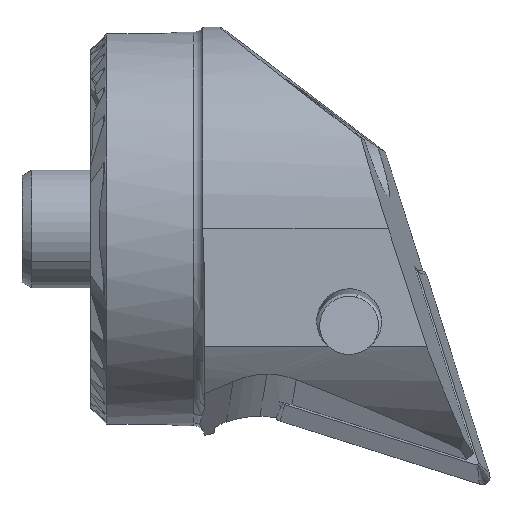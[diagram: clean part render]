
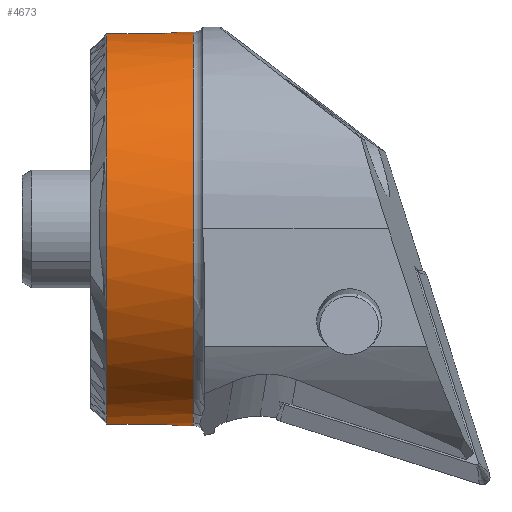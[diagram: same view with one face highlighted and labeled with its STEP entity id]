
A CAD part, front view. The second image highlights one B-rep face of the part: STEP entity #4673.
In plain terms, the highlighted cylindrical face has radius 10 mm (diameter 20 mm), a partial arc.
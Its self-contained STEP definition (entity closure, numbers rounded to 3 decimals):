
#83 = CIRCLE ( 'NONE', #11627, 10. ) ;
#383 = CARTESIAN_POINT ( 'NONE',  ( 0.5, -1.25, -9.922 ) ) ;
#708 = DIRECTION ( 'NONE',  ( -1., 0., 0. ) ) ;
#774 = CARTESIAN_POINT ( 'NONE',  ( 4.121, 0., 10. ) ) ;
#790 = CARTESIAN_POINT ( 'NONE',  ( -0.6, 0., -10. ) ) ;
#825 = VERTEX_POINT ( 'NONE', #2916 ) ;
#867 = CARTESIAN_POINT ( 'NONE',  ( 4.9, 0., -10. ) ) ;
#901 = CARTESIAN_POINT ( 'NONE',  ( 2.908, -1.25, 9.922 ) ) ;
#1055 = DIRECTION ( 'NONE',  ( 0., 0., 1. ) ) ;
#1232 = VERTEX_POINT ( 'NONE', #867 ) ;
#1558 = DIRECTION ( 'NONE',  ( -1., 0., 0. ) ) ;
#1685 = VERTEX_POINT ( 'NONE', #383 ) ;
#1733 = DIRECTION ( 'NONE',  ( 0., 0., 1. ) ) ;
#1850 = EDGE_LOOP ( 'NONE', ( #2132, #11789, #12186, #10226, #10399, #6094, #9608, #3961 ) ) ;
#2029 = EDGE_CURVE ( 'NONE', #1685, #10934, #83, .T. ) ;
#2132 = ORIENTED_EDGE ( 'NONE', *, *, #8985, .F. ) ;
#2208 = LINE ( 'NONE', #11941, #9349 ) ;
#2230 = VERTEX_POINT ( 'NONE', #11829 ) ;
#2681 = CARTESIAN_POINT ( 'NONE',  ( 3.547, -1.003, -9.95 ) ) ;
#2833 = CARTESIAN_POINT ( 'NONE',  ( 4.9, 0., 10. ) ) ;
#2916 = CARTESIAN_POINT ( 'NONE',  ( 2.735, -1.25, 9.922 ) ) ;
#3038 = CYLINDRICAL_SURFACE ( 'NONE', #5275, 10. ) ;
#3283 = EDGE_CURVE ( 'NONE', #825, #10934, #2208, .T. ) ;
#3481 = EDGE_CURVE ( 'NONE', #1232, #10918, #9038, .T. ) ;
#3707 = DIRECTION ( 'NONE',  ( -1., 0., 0. ) ) ;
#3733 = CARTESIAN_POINT ( 'NONE',  ( 3.396, -1.092, 9.94 ) ) ;
#3961 = ORIENTED_EDGE ( 'NONE', *, *, #6481, .T. ) ;
#4129 = CARTESIAN_POINT ( 'NONE',  ( -0.6, 0., 10. ) ) ;
#4289 = CARTESIAN_POINT ( 'NONE',  ( 3.077, -1.215, -9.926 ) ) ;
#4633 = CARTESIAN_POINT ( 'NONE',  ( 3.958, -0.571, -9.984 ) ) ;
#4673 = ADVANCED_FACE ( 'NONE', ( #11100 ), #3038, .T. ) ;
#4678 = CARTESIAN_POINT ( 'NONE',  ( 4.076, -0.342, 9.995 ) ) ;
#4804 = CARTESIAN_POINT ( 'NONE',  ( 3.91, -0.644, -9.979 ) ) ;
#5257 = LINE ( 'NONE', #790, #10738 ) ;
#5275 = AXIS2_PLACEMENT_3D ( 'NONE', #6547, #3707, #1733 ) ;
#5446 = VECTOR ( 'NONE', #6101, 1000. ) ;
#5588 = LINE ( 'NONE', #9789, #5892 ) ;
#5675 = CARTESIAN_POINT ( 'NONE',  ( 3.918, -0.648, 9.98 ) ) ;
#5892 = VECTOR ( 'NONE', #7813, 1000. ) ;
#5963 = CARTESIAN_POINT ( 'NONE',  ( 0.5, 0., 0. ) ) ;
#6094 = ORIENTED_EDGE ( 'NONE', *, *, #2029, .F. ) ;
#6101 = DIRECTION ( 'NONE',  ( -1., 0., 0. ) ) ;
#6344 = B_SPLINE_CURVE_WITH_KNOTS ( 'NONE', 3,
 ( #6531, #9440, #4289, #7536, #2681, #11457, #12470, #4804, #4633, #9605, #11414, #6690 ),
 .UNSPECIFIED., .F., .F.,
 ( 4, 2, 2, 2, 2, 4 ),
 ( 0., 0.001, 0.001, 0.001, 0.002, 0.002 ),
 .UNSPECIFIED. ) ;
#6481 = EDGE_CURVE ( 'NONE', #11345, #12135, #6344, .T. ) ;
#6531 = CARTESIAN_POINT ( 'NONE',  ( 2.735, -1.25, -9.922 ) ) ;
#6547 = CARTESIAN_POINT ( 'NONE',  ( -0.6, 0., 0. ) ) ;
#6690 = CARTESIAN_POINT ( 'NONE',  ( 4.121, 0., -10. ) ) ;
#7536 = CARTESIAN_POINT ( 'NONE',  ( 3.398, -1.091, -9.94 ) ) ;
#7745 = EDGE_CURVE ( 'NONE', #1685, #11345, #5588, .T. ) ;
#7813 = DIRECTION ( 'NONE',  ( 1., 0., 0. ) ) ;
#8013 = LINE ( 'NONE', #4129, #5446 ) ;
#8204 = DIRECTION ( 'NONE',  ( 0., 0., 1. ) ) ;
#8528 = CARTESIAN_POINT ( 'NONE',  ( 0.5, -1.25, 9.922 ) ) ;
#8854 = CARTESIAN_POINT ( 'NONE',  ( 4.121, 0., -10. ) ) ;
#8985 = EDGE_CURVE ( 'NONE', #1232, #12135, #5257, .T. ) ;
#9038 = CIRCLE ( 'NONE', #12244, 10. ) ;
#9103 = DIRECTION ( 'NONE',  ( -1., 0., 0. ) ) ;
#9349 = VECTOR ( 'NONE', #1558, 1000. ) ;
#9352 = B_SPLINE_CURVE_WITH_KNOTS ( 'NONE', 3,
 ( #774, #10391, #4678, #5675, #12439, #9569, #3733, #10561, #901, #12478 ),
 .UNSPECIFIED., .F., .F.,
 ( 4, 2, 2, 2, 4 ),
 ( 0.002, 0.003, 0.003, 0.004, 0.004 ),
 .UNSPECIFIED. ) ;
#9440 = CARTESIAN_POINT ( 'NONE',  ( 2.908, -1.25, -9.922 ) ) ;
#9569 = CARTESIAN_POINT ( 'NONE',  ( 3.547, -1.003, 9.95 ) ) ;
#9605 = CARTESIAN_POINT ( 'NONE',  ( 4.076, -0.342, -9.995 ) ) ;
#9608 = ORIENTED_EDGE ( 'NONE', *, *, #7745, .T. ) ;
#9789 = CARTESIAN_POINT ( 'NONE',  ( -0.6, -1.25, -9.922 ) ) ;
#10124 = EDGE_CURVE ( 'NONE', #2230, #825, #9352, .T. ) ;
#10207 = CARTESIAN_POINT ( 'NONE',  ( 4.9, 0., 0. ) ) ;
#10226 = ORIENTED_EDGE ( 'NONE', *, *, #10124, .T. ) ;
#10391 = CARTESIAN_POINT ( 'NONE',  ( 4.121, -0.17, 10. ) ) ;
#10399 = ORIENTED_EDGE ( 'NONE', *, *, #3283, .T. ) ;
#10561 = CARTESIAN_POINT ( 'NONE',  ( 3.079, -1.214, 9.926 ) ) ;
#10738 = VECTOR ( 'NONE', #708, 1000. ) ;
#10918 = VERTEX_POINT ( 'NONE', #2833 ) ;
#10934 = VERTEX_POINT ( 'NONE', #8528 ) ;
#11100 = FACE_OUTER_BOUND ( 'NONE', #1850, .T. ) ;
#11138 = CARTESIAN_POINT ( 'NONE',  ( 2.735, -1.25, -9.922 ) ) ;
#11345 = VERTEX_POINT ( 'NONE', #11138 ) ;
#11414 = CARTESIAN_POINT ( 'NONE',  ( 4.121, -0.171, -10. ) ) ;
#11457 = CARTESIAN_POINT ( 'NONE',  ( 3.742, -0.836, -9.965 ) ) ;
#11627 = AXIS2_PLACEMENT_3D ( 'NONE', #5963, #11709, #1055 ) ;
#11709 = DIRECTION ( 'NONE',  ( -1., 0., 0. ) ) ;
#11789 = ORIENTED_EDGE ( 'NONE', *, *, #3481, .T. ) ;
#11829 = CARTESIAN_POINT ( 'NONE',  ( 4.121, 0., 10. ) ) ;
#11941 = CARTESIAN_POINT ( 'NONE',  ( -0.6, -1.25, 9.922 ) ) ;
#12135 = VERTEX_POINT ( 'NONE', #8854 ) ;
#12186 = ORIENTED_EDGE ( 'NONE', *, *, #12568, .T. ) ;
#12244 = AXIS2_PLACEMENT_3D ( 'NONE', #10207, #9103, #8204 ) ;
#12439 = CARTESIAN_POINT ( 'NONE',  ( 3.807, -0.782, 9.97 ) ) ;
#12470 = CARTESIAN_POINT ( 'NONE',  ( 3.802, -0.776, -9.97 ) ) ;
#12478 = CARTESIAN_POINT ( 'NONE',  ( 2.735, -1.25, 9.922 ) ) ;
#12568 = EDGE_CURVE ( 'NONE', #10918, #2230, #8013, .T. ) ;
